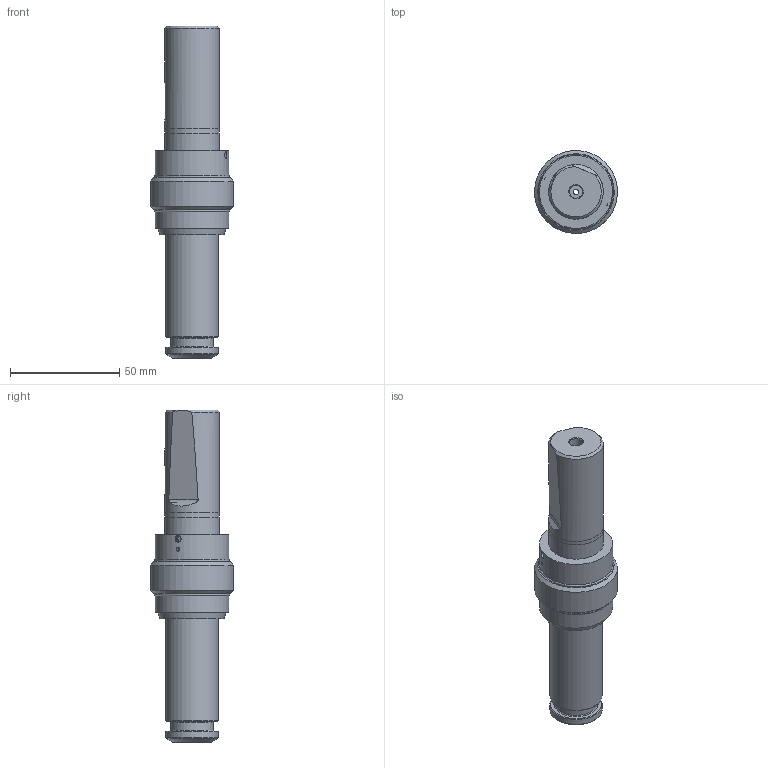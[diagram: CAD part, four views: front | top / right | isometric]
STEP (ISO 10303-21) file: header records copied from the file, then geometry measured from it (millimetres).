
FILE_DESCRIPTION(/* description */ (''),/* implementation_level */ '2;1');
FILE_NAME(/* name */ '262561508.stp',/* time_stamp */ '2021-01-20T09:50:11',/* author */ ('LRA'),/* organization */ ('REGO-FIX'),/* preprocessor_version */ ' Unknown',/* originating_system */ 'SIEMENS PLM Software Solid Edge ST10',/* authorization */ 'Unknown');
FILE_SCHEMA (('AUTOMOTIVE_DESIGN { 1 0 10303 214 2 1 1}'));
Length unit declared in the file: millimetre
Products named in the file (1): NOCUT
Bounding box: 37.96 x 37.96 x 152 mm (x, y, z)
Volume: 77651.6 mm3; surface area: 18990 mm2
Topology: 1 solids, 1 shells, 76 faces, 165 edges, 108 vertices
Faces by surface type: plane 38, cylinder 18, cone 15, torus 5
Full cylindrical faces by diameter (mm): 1.8 x1, 2.5 x1, 3 x2, 6 x1, 13.5 x1, 15 x1, 19.5 x1, 24 x2, 25 x2, 25.004 x1, 28 x1, 33.5 x2, 38 x1
Entity records: 2994 total; most frequent: CARTESIAN_POINT 1447, DIRECTION 330, ORIENTED_EDGE 244, AXIS2_PLACEMENT_3D 147, EDGE_LOOP 132, FACE_BOUND 132, EDGE_CURVE 122, VERTEX_POINT 102
